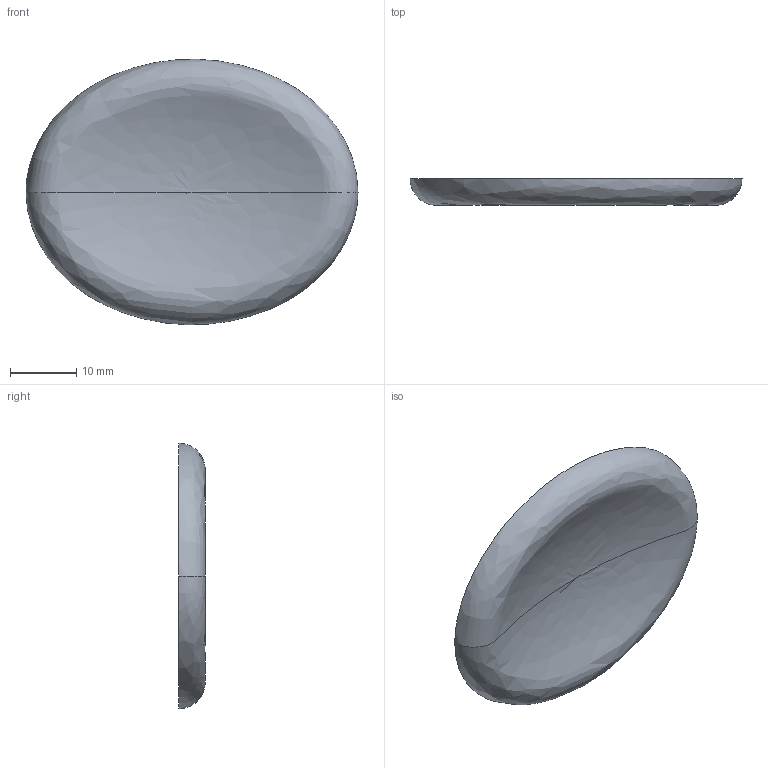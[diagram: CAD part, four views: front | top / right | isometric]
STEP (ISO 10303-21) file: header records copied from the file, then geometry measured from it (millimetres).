
FILE_DESCRIPTION (( 'STEP AP214' ), '1' );
FILE_NAME ('PART_5514.STEP', '2003-05-05T17:06:13', ( 'Prashant' ), ( '' ), 'SwSTEP 2.0', 'SolidWorks 2010', '' );
FILE_SCHEMA (( 'AUTOMOTIVE_DESIGN' ));
Length unit declared in the file: millimetre
Products named in the file (1): PART_5514
Bounding box: 50 x 4 x 39.97 mm (x, y, z)
Volume: 4325.6 mm3; surface area: 3482.9 mm2
Topology: 1 solids, 1 shells, 3 faces, 6 edges, 3 vertices
Faces by surface type: bspline 2, plane 1
Entity records: 520 total; most frequent: CARTESIAN_POINT 445, ORIENTED_EDGE 8, EDGE_CURVE 4, B_SPLINE_CURVE_WITH_KNOTS 4, DIRECTION 4, UNCERTAINTY_MEASURE_WITH_UNIT 3, VERTEX_POINT 3, EDGE_LOOP 3
